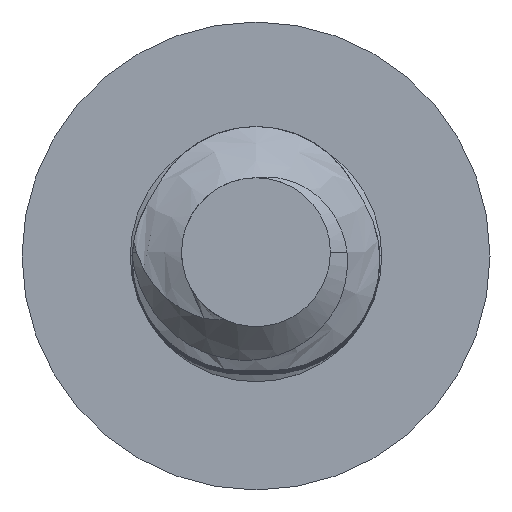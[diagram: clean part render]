
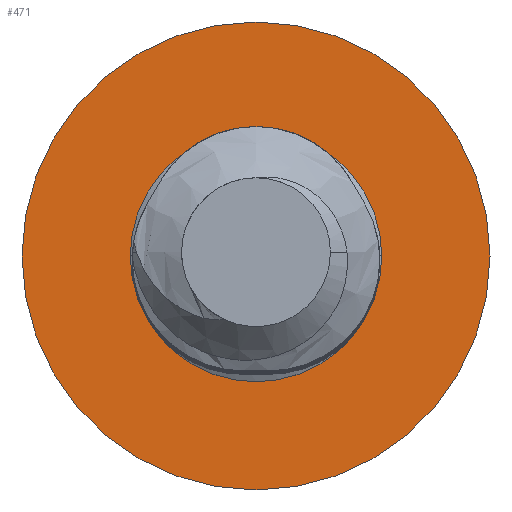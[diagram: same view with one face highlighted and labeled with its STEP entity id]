
A CAD part, top view. The second image highlights one B-rep face of the part: STEP entity #471.
In plain terms, the highlighted planar face has unit normal (0, 0, 1).
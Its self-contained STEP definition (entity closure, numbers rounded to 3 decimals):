
#434 = ORIENTED_EDGE ( 'NONE', *, *, #437, .T. ) ;
#437 = EDGE_CURVE ( 'NONE', #1571, #1539, #2867, .T. ) ;
#441 = ORIENTED_EDGE ( 'NONE', *, *, #2094, .T. ) ;
#445 = EDGE_LOOP ( 'NONE', ( #434, #470 ) ) ;
#449 = EDGE_LOOP ( 'NONE', ( #441, #475 ) ) ;
#466 = EDGE_CURVE ( 'NONE', #2113, #2092, #2886, .T. ) ;
#470 = ORIENTED_EDGE ( 'NONE', *, *, #1576, .T. ) ;
#471 = ADVANCED_FACE ( 'NONE', ( #2902, #2940 ), #2930, .T. ) ;
#475 = ORIENTED_EDGE ( 'NONE', *, *, #466, .T. ) ;
#1539 = VERTEX_POINT ( 'NONE', #7523 ) ;
#1571 = VERTEX_POINT ( 'NONE', #6236 ) ;
#1576 = EDGE_CURVE ( 'NONE', #1539, #1571, #6357, .T. ) ;
#2092 = VERTEX_POINT ( 'NONE', #8420 ) ;
#2094 = EDGE_CURVE ( 'NONE', #2092, #2113, #8405, .T. ) ;
#2113 = VERTEX_POINT ( 'NONE', #8510 ) ;
#2862 = DIRECTION ( 'NONE',  ( 1., 0., 0. ) ) ;
#2863 = DIRECTION ( 'NONE',  ( 0., 0., -1. ) ) ;
#2864 = CARTESIAN_POINT ( 'NONE',  ( 0., 0., -19.307 ) ) ;
#2865 = AXIS2_PLACEMENT_3D ( 'NONE', #2864, #2863, #2862 ) ;
#2867 = CIRCLE ( 'NONE', #2865, 1.092 ) ;
#2884 = DIRECTION ( 'NONE',  ( 0., 0., 1. ) ) ;
#2886 = CIRCLE ( 'NONE', #2935, 2.032 ) ;
#2902 = FACE_BOUND ( 'NONE', #445, .T. ) ;
#2923 = DIRECTION ( 'NONE',  ( 1., 0., 0. ) ) ;
#2927 = AXIS2_PLACEMENT_3D ( 'NONE', #2941, #2884, #2923 ) ;
#2930 = PLANE ( 'NONE',  #2927 ) ;
#2931 = DIRECTION ( 'NONE',  ( 1., 0., 0. ) ) ;
#2932 = DIRECTION ( 'NONE',  ( 0., 0., 1. ) ) ;
#2933 = CARTESIAN_POINT ( 'NONE',  ( 0., 0., -19.307 ) ) ;
#2935 = AXIS2_PLACEMENT_3D ( 'NONE', #2933, #2932, #2931 ) ;
#2940 = FACE_OUTER_BOUND ( 'NONE', #449, .T. ) ;
#2941 = CARTESIAN_POINT ( 'NONE',  ( 2.032, 0., -19.307 ) ) ;
#6236 = CARTESIAN_POINT ( 'NONE',  ( 1.092, 0., -19.307 ) ) ;
#6299 = DIRECTION ( 'NONE',  ( 1., 0., 0. ) ) ;
#6301 = DIRECTION ( 'NONE',  ( 0., 0., -1. ) ) ;
#6303 = CARTESIAN_POINT ( 'NONE',  ( 0., 0., -19.307 ) ) ;
#6326 = AXIS2_PLACEMENT_3D ( 'NONE', #6303, #6301, #6299 ) ;
#6357 = CIRCLE ( 'NONE', #6326, 1.092 ) ;
#7523 = CARTESIAN_POINT ( 'NONE',  ( -1.092, 0., -19.307 ) ) ;
#8405 = CIRCLE ( 'NONE', #8407, 2.032 ) ;
#8406 = CARTESIAN_POINT ( 'NONE',  ( 0., 0., -19.307 ) ) ;
#8407 = AXIS2_PLACEMENT_3D ( 'NONE', #8406, #8480, #8479 ) ;
#8420 = CARTESIAN_POINT ( 'NONE',  ( 2.032, 0., -19.307 ) ) ;
#8479 = DIRECTION ( 'NONE',  ( 1., 0., 0. ) ) ;
#8480 = DIRECTION ( 'NONE',  ( 0., 0., 1. ) ) ;
#8510 = CARTESIAN_POINT ( 'NONE',  ( -2.032, 0., -19.307 ) ) ;
